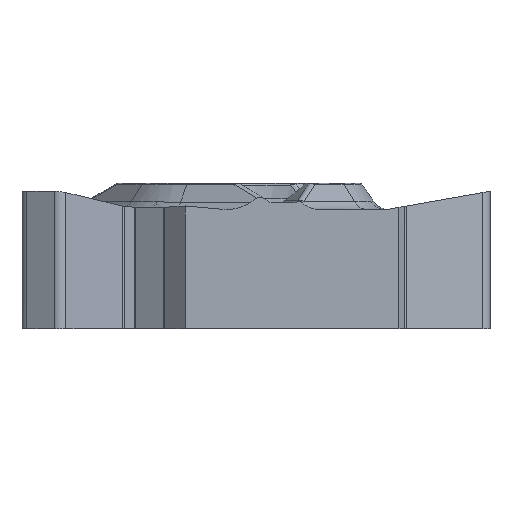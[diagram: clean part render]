
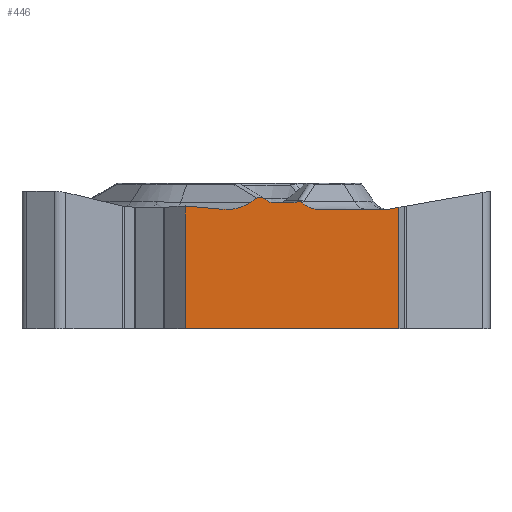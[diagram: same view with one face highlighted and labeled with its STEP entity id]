
A CAD part, left-side view. The second image highlights one B-rep face of the part: STEP entity #446.
In plain terms, the highlighted planar face has unit normal (-1, 0, 0).
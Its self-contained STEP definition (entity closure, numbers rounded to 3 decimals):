
#229=FACE_OUTER_BOUND('',#665,.T.);
#327=ELLIPSE('',#2840,0.309,0.3);
#330=ELLIPSE('',#2845,0.309,0.3);
#331=ELLIPSE('',#2850,1.5,0.75);
#332=ELLIPSE('',#2853,0.884,0.75);
#333=ELLIPSE('',#2855,0.304,0.205);
#346=ELLIPSE('',#2907,1.5,0.75);
#446=ADVANCED_FACE('',(#229),#536,.F.);
#536=PLANE('',#2908);
#665=EDGE_LOOP('',(#1283,#1284,#1285,#1286,#1287,#1288,#1289,#1290,#1291,
#1292,#1293,#1294,#1295,#1296,#1297,#1298,#1299));
#777=CIRCLE('',#2847,0.75);
#1283=ORIENTED_EDGE('',*,*,#2145,.T.);
#1284=ORIENTED_EDGE('',*,*,#2146,.T.);
#1285=ORIENTED_EDGE('',*,*,#2147,.T.);
#1286=ORIENTED_EDGE('',*,*,#2083,.T.);
#1287=ORIENTED_EDGE('',*,*,#2070,.T.);
#1288=ORIENTED_EDGE('',*,*,#2050,.T.);
#1289=ORIENTED_EDGE('',*,*,#2078,.T.);
#1290=ORIENTED_EDGE('',*,*,#2081,.F.);
#1291=ORIENTED_EDGE('',*,*,#2068,.T.);
#1292=ORIENTED_EDGE('',*,*,#1893,.T.);
#1293=ORIENTED_EDGE('',*,*,#2058,.T.);
#1294=ORIENTED_EDGE('',*,*,#2063,.T.);
#1295=ORIENTED_EDGE('',*,*,#2079,.F.);
#1296=ORIENTED_EDGE('',*,*,#2055,.T.);
#1297=ORIENTED_EDGE('',*,*,#2074,.T.);
#1298=ORIENTED_EDGE('',*,*,#2148,.T.);
#1299=ORIENTED_EDGE('',*,*,#2149,.T.);
#1646=VERTEX_POINT('',#4173);
#1647=VERTEX_POINT('',#4175);
#1753=VERTEX_POINT('',#4870);
#1756=VERTEX_POINT('',#4875);
#1757=VERTEX_POINT('',#4879);
#1761=VERTEX_POINT('',#4886);
#1763=VERTEX_POINT('',#4901);
#1767=VERTEX_POINT('',#4917);
#1768=VERTEX_POINT('',#4924);
#1772=VERTEX_POINT('',#4944);
#1774=VERTEX_POINT('',#4950);
#1777=VERTEX_POINT('',#4961);
#1778=VERTEX_POINT('',#4994);
#1814=VERTEX_POINT('',#5362);
#1815=VERTEX_POINT('',#5363);
#1816=VERTEX_POINT('',#5365);
#1817=VERTEX_POINT('',#5368);
#1893=EDGE_CURVE('',#1647,#1646,#2292,.T.);
#2050=EDGE_CURVE('',#1753,#1756,#2355,.T.);
#2055=EDGE_CURVE('',#1757,#1761,#2360,.T.);
#2058=EDGE_CURVE('',#1646,#1763,#327,.T.);
#2063=EDGE_CURVE('',#1763,#1767,#2364,.T.);
#2068=EDGE_CURVE('',#1768,#1647,#330,.T.);
#2070=EDGE_CURVE('',#1772,#1753,#777,.T.);
#2074=EDGE_CURVE('',#1761,#1774,#331,.T.);
#2078=EDGE_CURVE('',#1756,#1777,#332,.T.);
#2079=EDGE_CURVE('',#1757,#1767,#333,.T.);
#2081=EDGE_CURVE('',#1768,#1777,#2690,.T.);
#2083=EDGE_CURVE('',#1778,#1772,#2370,.T.);
#2145=EDGE_CURVE('',#1814,#1815,#2387,.T.);
#2146=EDGE_CURVE('',#1815,#1816,#2388,.T.);
#2147=EDGE_CURVE('',#1816,#1778,#2389,.T.);
#2148=EDGE_CURVE('',#1774,#1817,#346,.T.);
#2149=EDGE_CURVE('',#1817,#1814,#2390,.T.);
#2292=LINE('',#4174,#2472);
#2355=LINE('',#4876,#2535);
#2360=LINE('',#4887,#2540);
#2364=LINE('',#4918,#2544);
#2370=LINE('',#4993,#2550);
#2387=LINE('',#5361,#2567);
#2388=LINE('',#5364,#2568);
#2389=LINE('',#5366,#2569);
#2390=LINE('',#5369,#2570);
#2472=VECTOR('',#3029,1.);
#2535=VECTOR('',#3298,1.);
#2540=VECTOR('',#3305,1.);
#2544=VECTOR('',#3317,1.);
#2550=VECTOR('',#3355,1.);
#2567=VECTOR('',#3468,1.);
#2568=VECTOR('',#3469,1.);
#2569=VECTOR('',#3470,1.);
#2570=VECTOR('',#3473,1.);
#2690=B_SPLINE_CURVE_WITH_KNOTS('',3,(#4967,#4968,#4969,#4970,#4971,#4972,
#4973,#4974,#4975,#4976,#4977,#4978,#4979),.UNSPECIFIED.,.F.,.F.,(4,3,3,
3,4),(0.,0.307,0.616,0.896,1.),
 .UNSPECIFIED.);
#2840=AXIS2_PLACEMENT_3D('',#4902,#3309,#3310);
#2845=AXIS2_PLACEMENT_3D('',#4940,#3323,#3324);
#2847=AXIS2_PLACEMENT_3D('',#4943,#3328,#3329);
#2850=AXIS2_PLACEMENT_3D('',#4951,#3336,#3337);
#2853=AXIS2_PLACEMENT_3D('',#4962,#3343,#3344);
#2855=AXIS2_PLACEMENT_3D('',#4964,#3347,#3348);
#2907=AXIS2_PLACEMENT_3D('',#5367,#3471,#3472);
#2908=AXIS2_PLACEMENT_3D('',#5370,#3474,#3475);
#3029=DIRECTION('',(0.,1.,0.));
#3298=DIRECTION('',(0.,1.,0.));
#3305=DIRECTION('',(0.,0.814,-0.581));
#3309=DIRECTION('',(1.,0.,0.));
#3310=DIRECTION('',(0.,1.,0.));
#3317=DIRECTION('',(0.,0.775,0.631));
#3323=DIRECTION('',(1.,0.,0.));
#3324=DIRECTION('',(0.,1.,0.));
#3328=DIRECTION('',(1.,0.,0.));
#3329=DIRECTION('',(0.,1.,0.));
#3336=DIRECTION('',(1.,0.,0.));
#3337=DIRECTION('',(0.,1.,0.));
#3343=DIRECTION('',(1.,0.,0.));
#3344=DIRECTION('',(0.,1.,0.));
#3347=DIRECTION('',(1.,0.,0.));
#3348=DIRECTION('',(0.,-0.858,-0.514));
#3355=DIRECTION('',(0.,0.985,-0.174));
#3468=DIRECTION('',(0.,0.,-1.));
#3469=DIRECTION('',(0.,-1.,0.));
#3470=DIRECTION('',(0.,0.,1.));
#3471=DIRECTION('',(1.,0.,0.));
#3472=DIRECTION('',(0.,1.,0.));
#3473=DIRECTION('',(0.,0.996,0.088));
#3474=DIRECTION('',(1.,0.,0.));
#3475=DIRECTION('',(0.,1.,0.));
#4173=CARTESIAN_POINT('',(-6.35,-1.132,-0.31));
#4174=CARTESIAN_POINT('',(-6.35,0.,-0.31));
#4175=CARTESIAN_POINT('',(-6.35,-2.034,-0.31));
#4870=CARTESIAN_POINT('',(-6.35,-5.832,-0.6));
#4875=CARTESIAN_POINT('',(-6.35,-3.088,-0.6));
#4876=CARTESIAN_POINT('',(-6.35,0.,-0.6));
#4879=CARTESIAN_POINT('',(-6.35,-0.483,-0.121));
#4886=CARTESIAN_POINT('',(-6.35,-0.234,-0.299));
#4887=CARTESIAN_POINT('',(-6.35,-12.043,8.134));
#4901=CARTESIAN_POINT('',(-6.35,-0.934,-0.24));
#4902=CARTESIAN_POINT('',(-6.35,-1.132,-0.01));
#4917=CARTESIAN_POINT('',(-6.35,-0.862,-0.181));
#4918=CARTESIAN_POINT('',(-6.35,11.986,10.279));
#4924=CARTESIAN_POINT('',(-6.35,-2.162,-0.283));
#4940=CARTESIAN_POINT('',(-6.35,-2.034,-0.01));
#4943=CARTESIAN_POINT('',(-6.35,-5.832,0.15));
#4944=CARTESIAN_POINT('',(-6.35,-5.962,-0.589));
#4950=CARTESIAN_POINT('',(-6.35,0.665,-0.6));
#4951=CARTESIAN_POINT('',(-6.35,0.994,0.132));
#4961=CARTESIAN_POINT('',(-6.35,-2.401,-0.322));
#4962=CARTESIAN_POINT('',(-6.35,-3.088,0.15));
#4964=CARTESIAN_POINT('',(-6.35,-0.704,-0.32));
#4967=CARTESIAN_POINT('',(-6.35,-2.162,-0.283));
#4968=CARTESIAN_POINT('',(-6.35,-2.186,-0.273));
#4969=CARTESIAN_POINT('',(-6.35,-2.212,-0.266));
#4970=CARTESIAN_POINT('',(-6.35,-2.238,-0.264));
#4971=CARTESIAN_POINT('',(-6.35,-2.264,-0.261));
#4972=CARTESIAN_POINT('',(-6.35,-2.292,-0.264));
#4973=CARTESIAN_POINT('',(-6.35,-2.317,-0.271));
#4974=CARTESIAN_POINT('',(-6.35,-2.34,-0.278));
#4975=CARTESIAN_POINT('',(-6.35,-2.362,-0.289));
#4976=CARTESIAN_POINT('',(-6.35,-2.381,-0.304));
#4977=CARTESIAN_POINT('',(-6.35,-2.388,-0.31));
#4978=CARTESIAN_POINT('',(-6.35,-2.395,-0.316));
#4979=CARTESIAN_POINT('',(-6.35,-2.401,-0.322));
#4993=CARTESIAN_POINT('',(-6.35,-4.556,-0.837));
#4994=CARTESIAN_POINT('',(-6.35,-6.407,-0.51));
#5361=CARTESIAN_POINT('',(-6.35,2.49,25.));
#5362=CARTESIAN_POINT('',(-6.35,2.49,-0.451));
#5363=CARTESIAN_POINT('',(-6.35,2.49,-5.56));
#5364=CARTESIAN_POINT('',(-6.35,0.,-5.56));
#5365=CARTESIAN_POINT('',(-6.35,-6.407,-5.56));
#5366=CARTESIAN_POINT('',(-6.35,-6.407,25.));
#5367=CARTESIAN_POINT('',(-6.35,0.665,0.15));
#5368=CARTESIAN_POINT('',(-6.35,0.925,-0.589));
#5369=CARTESIAN_POINT('',(-6.35,7.512,-0.008));
#5370=CARTESIAN_POINT('',(-6.35,0.,25.));
